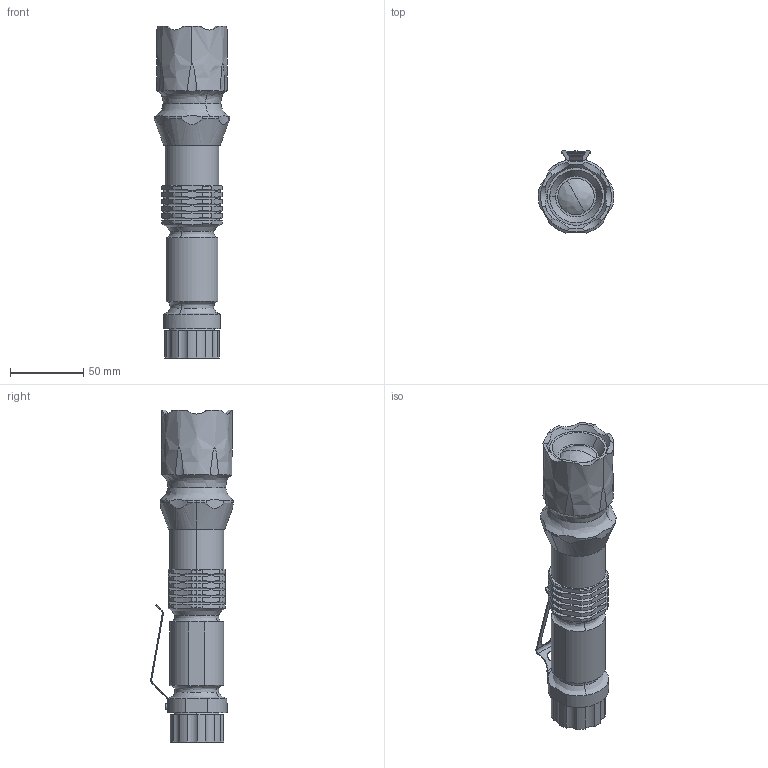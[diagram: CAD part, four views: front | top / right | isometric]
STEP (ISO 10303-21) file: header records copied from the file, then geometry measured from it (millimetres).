
FILE_DESCRIPTION(('FreeCAD Model'),'2;1');
FILE_NAME('Open CASCADE Shape Model','2025-05-09T12:42:52',('FreeCAD'),( 'FreeCAD'),'Open CASCADE STEP processor 7.6','FreeCAD','Unknown');
FILE_SCHEMA(('AUTOMOTIVE_DESIGN { 1 0 10303 214 1 1 1 1 }'));
Products named in the file (1): Open CASCADE STEP translator 7.6 1
Bounding box: 51.69 x 56.35 x 226.95 mm (x, y, z)
Volume: 144573.4 mm3; surface area: 64747.4 mm2
Topology: 7 solids, 7 shells, 656 faces, 1650 edges, 1014 vertices
Faces by surface type: bspline 656
Entity records: 33431 total; most frequent: CARTESIAN_POINT 24046, ORIENTED_EDGE 3286, EDGE_CURVE 1643, B_SPLINE_CURVE_WITH_KNOTS 1133, VERTEX_POINT 1014, FACE_BOUND 679, EDGE_LOOP 679, ADVANCED_FACE 656
